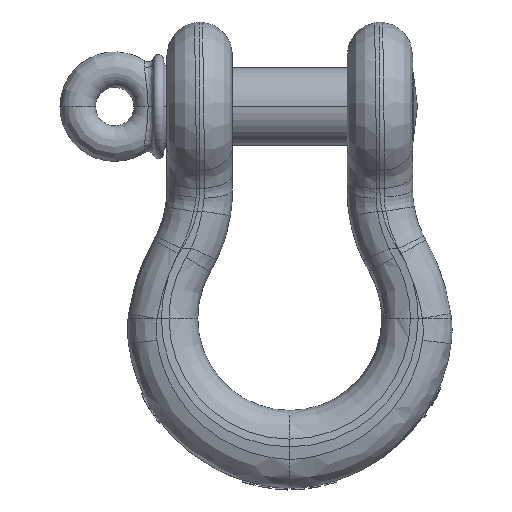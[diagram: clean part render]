
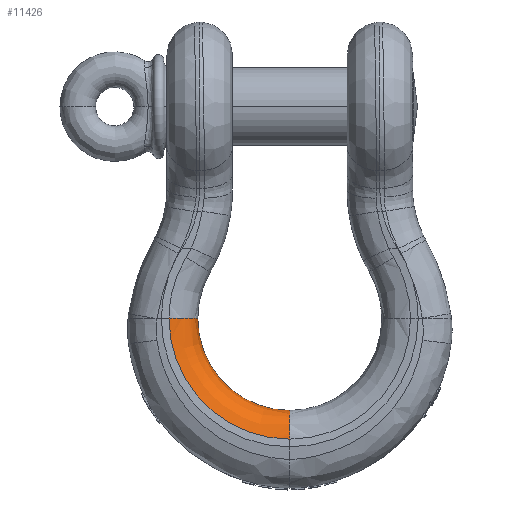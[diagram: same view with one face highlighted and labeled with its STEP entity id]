
A CAD part, top view. The second image highlights one B-rep face of the part: STEP entity #11426.
In plain terms, the highlighted free-form (B-spline) face has degree [3, 3] with [7, 7] control points.
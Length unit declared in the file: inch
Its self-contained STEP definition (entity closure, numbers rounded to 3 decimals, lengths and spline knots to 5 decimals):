
#2709=CARTESIAN_POINT('',(-1.63,-3.75,0.05265));
#2711=CARTESIAN_POINT('',(-1.63,-3.75,0.05265));
#2712=CARTESIAN_POINT('',(-1.63,-3.75,0.12267));
#2713=CARTESIAN_POINT('',(-1.65563,-3.75,0.26267));
#2714=CARTESIAN_POINT('',(-1.76599,-3.75,0.44545));
#2715=CARTESIAN_POINT('',(-1.93395,-3.75,0.57727));
#2716=CARTESIAN_POINT('',(-2.06978,-3.75,0.61979));
#2717=CARTESIAN_POINT('',(-2.13927,-3.75,0.62832));
#2732=CARTESIAN_POINT('',(0.,-3.75,0.05265));
#2733=DIRECTION('',(0.,0.,1.));
#2734=DIRECTION('',(-1.,0.,0.));
#2735=AXIS2_PLACEMENT_3D('',#2732,#2733,#2734);
#2737=CARTESIAN_POINT('',(0.,-5.38,0.05265));
#2738=CARTESIAN_POINT('',(0.,-5.38,0.08044));
#2739=CARTESIAN_POINT('',(0.,-5.38403,0.13618));
#2740=CARTESIAN_POINT('',(0.,-5.40216,0.21878));
#2741=CARTESIAN_POINT('',(0.,-5.43217,0.29794));
#2742=CARTESIAN_POINT('',(0.,-5.47317,0.37156));
#2743=CARTESIAN_POINT('',(0.,-5.52407,0.4383));
#2744=CARTESIAN_POINT('',(0.,-5.5841,0.49695));
#2745=CARTESIAN_POINT('',(0.,-5.65218,0.54663));
#2746=CARTESIAN_POINT('',(0.,-5.72709,0.58607));
#2747=CARTESIAN_POINT('',(0.,-5.80686,0.61413));
#2748=CARTESIAN_POINT('',(0.,-5.86169,0.62494));
#2749=CARTESIAN_POINT('',(0.,-5.88927,0.62832));
#2751=CARTESIAN_POINT('',(0.,-3.75,0.62832));
#2752=DIRECTION('',(0.,0.,1.));
#2753=DIRECTION('',(-1.,0.,0.));
#2754=AXIS2_PLACEMENT_3D('',#2751,#2752,#2753);
#6048=CARTESIAN_POINT('',(0.,-5.88927,0.62832));
#6050=VERTEX_POINT('',#6048);
#6061=CARTESIAN_POINT('',(0.,-5.38,0.05265));
#6063=VERTEX_POINT('',#6061);
#6064=CARTESIAN_POINT('',(-2.13927,-3.75,0.62832));
#6066=VERTEX_POINT('',#6064);
#6082=VERTEX_POINT('',#2709);
#11368=CARTESIAN_POINT('',(-1.62925,-3.6988,
0.0448));
#11369=CARTESIAN_POINT('',(-1.63622,-3.9206,
0.0448));
#11370=CARTESIAN_POINT('',(-1.5583,-4.36696,
0.0448));
#11371=CARTESIAN_POINT('',(-1.18512,-4.93512,
0.0448));
#11372=CARTESIAN_POINT('',(-0.61696,-5.3083,
0.0448));
#11373=CARTESIAN_POINT('',(-0.1706,-5.38622,
0.0448));
#11374=CARTESIAN_POINT('',(0.0512,-5.37925,
0.0448));
#11375=CARTESIAN_POINT('',(-1.62825,-3.69883,
0.11742));
#11376=CARTESIAN_POINT('',(-1.63522,-3.92049,
0.11742));
#11377=CARTESIAN_POINT('',(-1.55735,-4.36658,
0.11742));
#11378=CARTESIAN_POINT('',(-1.18439,-4.93439,
0.11742));
#11379=CARTESIAN_POINT('',(-0.61658,-5.30735,
0.11742));
#11380=CARTESIAN_POINT('',(-0.17049,-5.38522,
0.11742));
#11381=CARTESIAN_POINT('',(0.05117,-5.37825,
0.11742));
#11382=CARTESIAN_POINT('',(-1.65344,-3.69804,
0.26039));
#11383=CARTESIAN_POINT('',(-1.66051,-3.92313,
0.26039));
#11384=CARTESIAN_POINT('',(-1.58144,-4.37612,
0.26039));
#11385=CARTESIAN_POINT('',(-1.20271,-4.95271,
0.26039));
#11386=CARTESIAN_POINT('',(-0.62612,-5.33144,
0.26039));
#11387=CARTESIAN_POINT('',(-0.17313,-5.41051,
0.26039));
#11388=CARTESIAN_POINT('',(0.05196,-5.40344,
0.26039));
#11389=CARTESIAN_POINT('',(-1.76512,-3.69453,
0.44545));
#11390=CARTESIAN_POINT('',(-1.77267,-3.93483,
0.44545));
#11391=CARTESIAN_POINT('',(-1.68826,-4.41841,
0.44545));
#11392=CARTESIAN_POINT('',(-1.28395,-5.03395,
0.44545));
#11393=CARTESIAN_POINT('',(-0.66841,-5.43826,
0.44545));
#11394=CARTESIAN_POINT('',(-0.18483,-5.52267,
0.44545));
#11395=CARTESIAN_POINT('',(0.05547,-5.51512,
0.44545));
#11396=CARTESIAN_POINT('',(-1.93509,-3.68919,
0.57891));
#11397=CARTESIAN_POINT('',(-1.94336,-3.95262,
0.57891));
#11398=CARTESIAN_POINT('',(-1.85082,-4.48278,
0.57891));
#11399=CARTESIAN_POINT('',(-1.40758,-5.15758,
0.57891));
#11400=CARTESIAN_POINT('',(-0.73278,-5.60082,
0.57891));
#11401=CARTESIAN_POINT('',(-0.20262,-5.69336,
0.57891));
#11402=CARTESIAN_POINT('',(0.06081,-5.68509,
0.57891));
#11403=CARTESIAN_POINT('',(-2.07384,-3.68483,
0.62136));
#11404=CARTESIAN_POINT('',(-2.08272,-3.96715,
0.62136));
#11405=CARTESIAN_POINT('',(-1.98354,-4.53532,
0.62136));
#11406=CARTESIAN_POINT('',(-1.50851,-5.25851,
0.62136));
#11407=CARTESIAN_POINT('',(-0.78532,-5.73354,
0.62136));
#11408=CARTESIAN_POINT('',(-0.21715,-5.83272,
0.62136));
#11409=CARTESIAN_POINT('',(0.06517,-5.82384,
0.62136));
#11410=CARTESIAN_POINT('',(-2.14601,-3.68256,
0.62923));
#11411=CARTESIAN_POINT('',(-2.15519,-3.97471,
0.62923));
#11412=CARTESIAN_POINT('',(-2.05257,-4.56265,
0.62923));
#11413=CARTESIAN_POINT('',(-1.56101,-5.31101,
0.62923));
#11414=CARTESIAN_POINT('',(-0.81265,-5.80257,
0.62923));
#11415=CARTESIAN_POINT('',(-0.22471,-5.90519,
0.62923));
#11416=CARTESIAN_POINT('',(0.06744,-5.89601,
0.62923));
#11417=B_SPLINE_SURFACE_WITH_KNOTS('',3,3,((#11368,#11369,#11370,#11371,#11372,
#11373,#11374),(#11375,#11376,#11377,#11378,#11379,#11380,#11381),(#11382,
#11383,#11384,#11385,#11386,#11387,#11388),(#11389,#11390,#11391,#11392,#11393,
#11394,#11395),(#11396,#11397,#11398,#11399,#11400,#11401,#11402),(#11403,
#11404,#11405,#11406,#11407,#11408,#11409),(#11410,#11411,#11412,#11413,#11414,
#11415,#11416)),.UNSPECIFIED.,.F.,.F.,.F.,(4,1,1,1,4),(4,1,1,1,4),(
-0.01354,0.36214,0.72427,1.08641,
1.46209),(-0.04396,0.88424,1.81244,
2.74064,3.66884),.UNSPECIFIED.);
#11418=ORIENTED_EDGE('',*,*,#10254,.T.);
#11420=ORIENTED_EDGE('',*,*,#11419,.T.);
#11422=ORIENTED_EDGE('',*,*,#11421,.F.);
#11423=ORIENTED_EDGE('',*,*,#11360,.F.);
#11424=EDGE_LOOP('',(#11418,#11420,#11422,#11423));
#11425=FACE_OUTER_BOUND('',#11424,.F.);
#11426=ADVANCED_FACE('',(#11425),#11417,.T.);
#2718=B_SPLINE_CURVE_WITH_KNOTS('',3,(#2711,#2712,#2713,#2714,#2715,#2716,
#2717),.UNSPECIFIED.,.F.,.F.,(4,1,1,1,4),(0.,0.25,
0.5,0.75,1.),.UNSPECIFIED.);
#2736=CIRCLE('',#2735,1.63);
#2750=B_SPLINE_CURVE_WITH_KNOTS('',3,(#2737,#2738,#2739,#2740,#2741,#2742,#2743,
#2744,#2745,#2746,#2747,#2748,#2749),.UNSPECIFIED.,.F.,.F.,(4,1,1,1,1,1,1,1,1,1,
4),(0.,0.1,0.2,0.3,0.4,0.5,0.6,0.7,0.8,0.9,1.),
.UNSPECIFIED.);
#2755=CIRCLE('',#2754,2.13927);
#10254=EDGE_CURVE('',#6082,#6063,#2736,.T.);
#11360=EDGE_CURVE('',#6082,#6066,#2718,.T.);
#11419=EDGE_CURVE('',#6063,#6050,#2750,.T.);
#11421=EDGE_CURVE('',#6066,#6050,#2755,.T.);
